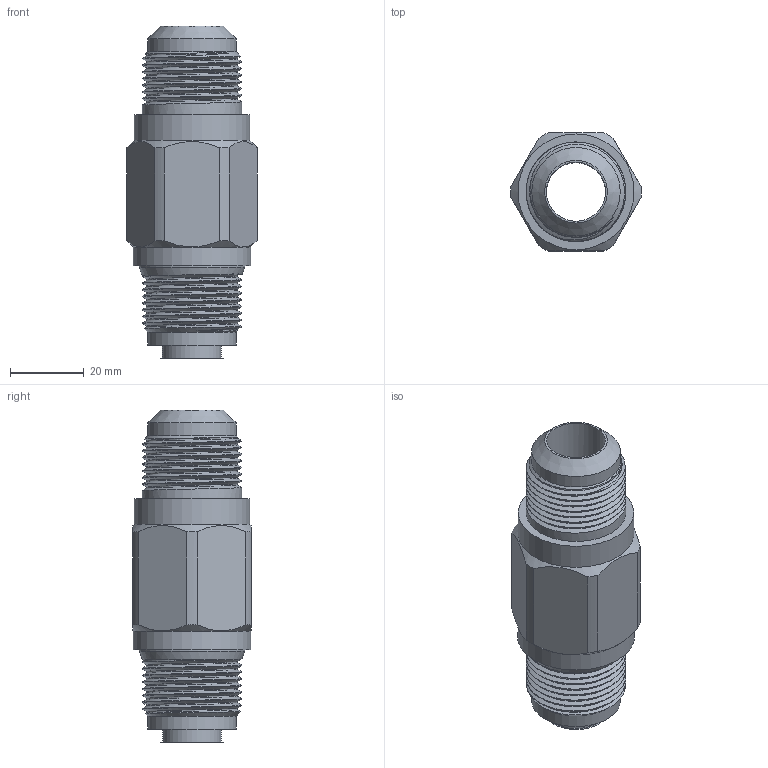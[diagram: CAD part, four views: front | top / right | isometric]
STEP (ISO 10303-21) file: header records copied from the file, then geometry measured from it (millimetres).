
FILE_DESCRIPTION(/* description */ (''),/* implementation_level */ '2;1');
FILE_NAME(/* name */ '020-1044R.stp',/* time_stamp */ '2022-08-11T15:17:31+03:00',/* author */ ('U403152'),/* organization */ (''),/* preprocessor_version */ 'ST-DEVELOPER v18.1',/* originating_system */ 'Autodesk Inventor 2020',/* authorisation */ '');
FILE_SCHEMA (('AUTOMOTIVE_DESIGN { 1 0 10303 214 3 1 1 }'));
Length unit declared in the file: millimetre
Products named in the file (1): Part1
Bounding box: 35.4 x 32 x 90 mm (x, y, z)
Volume: 40672.4 mm3; surface area: 15148.1 mm2
Topology: 1 solids, 1 shells, 54 faces, 156 edges, 106 vertices
Faces by surface type: cylinder 29, plane 12, cone 7, bspline 6
Full cylindrical faces by diameter (mm): 16 x1, 24 x2, 27 x13, 28.6 x1, 31.4 x1, 31.8 x1
Entity records: 7441 total; most frequent: CARTESIAN_POINT 6075, ORIENTED_EDGE 312, DIRECTION 244, EDGE_CURVE 156, VERTEX_POINT 106, AXIS2_PLACEMENT_3D 98, EDGE_LOOP 58, FACE_OUTER_BOUND 54
